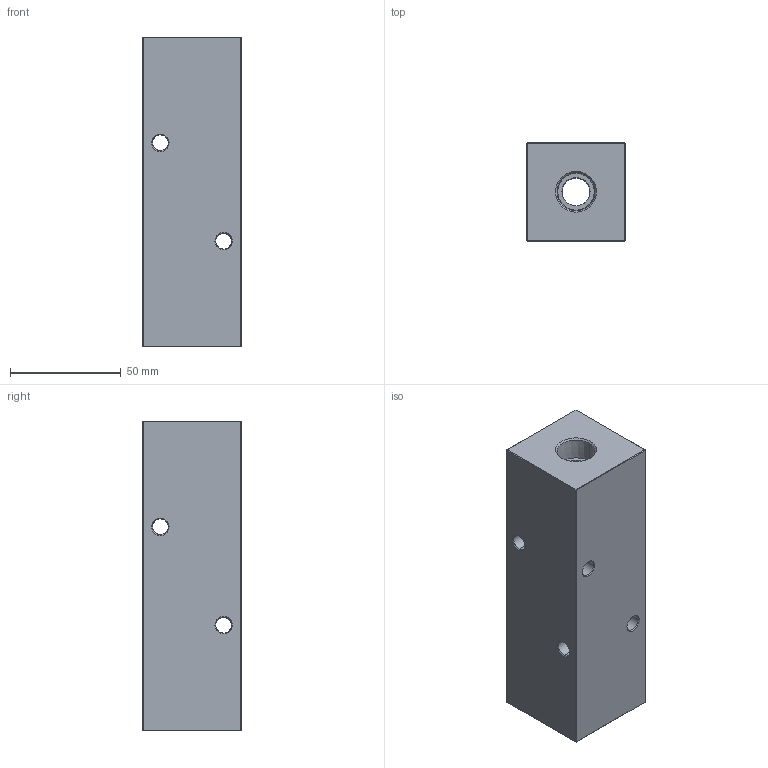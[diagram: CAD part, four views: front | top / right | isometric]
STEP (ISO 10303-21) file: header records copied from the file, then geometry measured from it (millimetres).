
FILE_DESCRIPTION (( 'STEP AP203' ), '1' );
FILE_NAME ('HM-3-90-P-6-6.STEP', '2020-10-30T13:15:13', ( '' ), ( '' ), 'SwSTEP 2.0', 'SolidWorks 2019', '' );
FILE_SCHEMA (( 'CONFIG_CONTROL_DESIGN' ));
Length unit declared in the file: inch
Products named in the file (1): HM-3-90-P-6-6
Bounding box: 44.45 x 44.45 x 139.7 mm (x, y, z)
Volume: 230032.2 mm3; surface area: 41210.8 mm2
Topology: 1 solids, 1 shells, 520 faces, 1358 edges, 884 vertices
Faces by surface type: plane 251, bspline 200, cone 36, cylinder 33
Entity records: 25849 total; most frequent: CARTESIAN_POINT 14329, ORIENTED_EDGE 2716, DIRECTION 1678, EDGE_CURVE 1358, VERTEX_POINT 884, VECTOR 812, LINE 812, EDGE_LOOP 590
